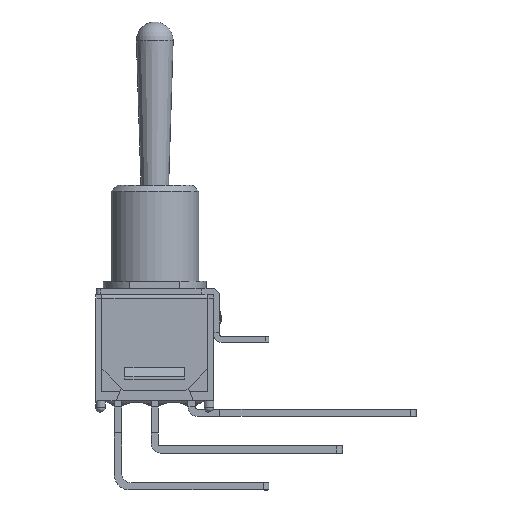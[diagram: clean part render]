
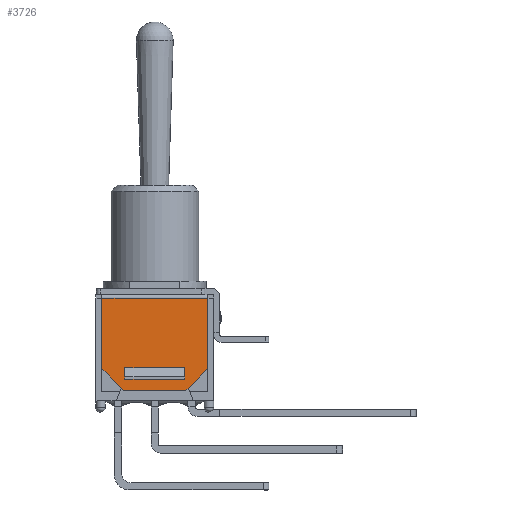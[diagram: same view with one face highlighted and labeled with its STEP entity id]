
A CAD part, front view. The second image highlights one B-rep face of the part: STEP entity #3726.
In plain terms, the highlighted planar face has unit normal (0, -1, 0).
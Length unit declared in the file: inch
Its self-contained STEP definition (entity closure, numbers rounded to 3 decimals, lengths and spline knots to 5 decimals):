
#38=FACE_BOUND('',#414,.T.);
#208=FACE_OUTER_BOUND('',#413,.T.);
#413=EDGE_LOOP('',(#3004,#3005,#3006,#3007,#3008,#3009));
#414=EDGE_LOOP('',(#3010,#3011,#3012,#3013,#3014,#3015));
#830=LINE('',#5945,#1264);
#858=LINE('',#6006,#1292);
#859=LINE('',#6010,#1293);
#860=LINE('',#6012,#1294);
#861=LINE('',#6014,#1295);
#862=LINE('',#6016,#1296);
#863=LINE('',#6017,#1297);
#864=LINE('',#6019,#1298);
#865=LINE('',#6021,#1299);
#866=LINE('',#6023,#1300);
#867=LINE('',#6025,#1301);
#868=LINE('',#6026,#1302);
#1264=VECTOR('',#4726,0.3937);
#1292=VECTOR('',#4776,0.3937);
#1293=VECTOR('',#4781,0.3937);
#1294=VECTOR('',#4782,0.3937);
#1295=VECTOR('',#4783,0.3937);
#1296=VECTOR('',#4784,0.3937);
#1297=VECTOR('',#4785,0.3937);
#1298=VECTOR('',#4786,0.3937);
#1299=VECTOR('',#4787,0.3937);
#1300=VECTOR('',#4788,0.3937);
#1301=VECTOR('',#4789,0.3937);
#1302=VECTOR('',#4790,0.3937);
#1672=VERTEX_POINT('',#5941);
#1674=VERTEX_POINT('',#5944);
#1695=VERTEX_POINT('',#6003);
#1696=VERTEX_POINT('',#6005);
#1697=VERTEX_POINT('',#6009);
#1698=VERTEX_POINT('',#6011);
#1699=VERTEX_POINT('',#6013);
#1700=VERTEX_POINT('',#6015);
#1701=VERTEX_POINT('',#6018);
#1702=VERTEX_POINT('',#6020);
#1703=VERTEX_POINT('',#6022);
#1704=VERTEX_POINT('',#6024);
#2130=EDGE_CURVE('',#1674,#1672,#830,.T.);
#2159=EDGE_CURVE('',#1695,#1696,#858,.T.);
#2161=EDGE_CURVE('',#1695,#1697,#859,.T.);
#2162=EDGE_CURVE('',#1697,#1698,#860,.T.);
#2163=EDGE_CURVE('',#1699,#1698,#861,.T.);
#2164=EDGE_CURVE('',#1699,#1700,#862,.T.);
#2165=EDGE_CURVE('',#1700,#1696,#863,.T.);
#2166=EDGE_CURVE('',#1701,#1672,#864,.T.);
#2167=EDGE_CURVE('',#1702,#1701,#865,.T.);
#2168=EDGE_CURVE('',#1703,#1702,#866,.T.);
#2169=EDGE_CURVE('',#1703,#1704,#867,.T.);
#2170=EDGE_CURVE('',#1704,#1674,#868,.T.);
#3004=ORIENTED_EDGE('',*,*,#2159,.F.);
#3005=ORIENTED_EDGE('',*,*,#2161,.T.);
#3006=ORIENTED_EDGE('',*,*,#2162,.T.);
#3007=ORIENTED_EDGE('',*,*,#2163,.F.);
#3008=ORIENTED_EDGE('',*,*,#2164,.T.);
#3009=ORIENTED_EDGE('',*,*,#2165,.T.);
#3010=ORIENTED_EDGE('',*,*,#2130,.T.);
#3011=ORIENTED_EDGE('',*,*,#2166,.F.);
#3012=ORIENTED_EDGE('',*,*,#2167,.F.);
#3013=ORIENTED_EDGE('',*,*,#2168,.F.);
#3014=ORIENTED_EDGE('',*,*,#2169,.T.);
#3015=ORIENTED_EDGE('',*,*,#2170,.T.);
#3538=PLANE('',#4021);
#3726=ADVANCED_FACE('',(#208,#38),#3538,.T.);
#4021=AXIS2_PLACEMENT_3D('',#6008,#4779,#4780);
#4726=DIRECTION('',(0.,0.,-1.));
#4776=DIRECTION('',(1.,0.,0.));
#4779=DIRECTION('center_axis',(0.,-1.,0.));
#4780=DIRECTION('ref_axis',(0.,0.,
1.));
#4781=DIRECTION('',(0.,0.,-1.));
#4782=DIRECTION('',(0.707,0.,-0.707));
#4783=DIRECTION('',(-1.,0.,0.));
#4784=DIRECTION('',(0.707,0.,0.707));
#4785=DIRECTION('',(0.,0.,1.));
#4786=DIRECTION('',(0.,0.,1.));
#4787=DIRECTION('',(1.,0.,0.));
#4788=DIRECTION('',(0.,0.,-1.));
#4789=DIRECTION('',(0.,0.,1.));
#4790=DIRECTION('',(1.,0.,0.));
#5941=CARTESIAN_POINT('',(0.0813,-0.1,0.06443));
#5944=CARTESIAN_POINT('',(0.0813,-0.1,0.08976));
#5945=CARTESIAN_POINT('',(0.0813,-0.1,0.05866));
#6003=CARTESIAN_POINT('',(-0.1437,-0.1,0.27874));
#6005=CARTESIAN_POINT('',(0.1437,-0.1,0.27874));
#6006=CARTESIAN_POINT('',(0.08002,-0.1,0.27874));
#6008=CARTESIAN_POINT('Origin',(0.16004,-0.1,0.02756));
#6009=CARTESIAN_POINT('',(-0.1437,-0.1,0.08661));
#6010=CARTESIAN_POINT('',(-0.1437,-0.1,0.15315));
#6011=CARTESIAN_POINT('',(-0.08465,-0.1,0.02756));
#6012=CARTESIAN_POINT('',(-0.053,-0.1,-0.00408));
#6013=CARTESIAN_POINT('',(0.08465,-0.1,0.02756));
#6014=CARTESIAN_POINT('',(0.16004,-0.1,0.02756));
#6015=CARTESIAN_POINT('',(0.1437,-0.1,0.08661));
#6016=CARTESIAN_POINT('',(0.10349,-0.1,0.04641));
#6017=CARTESIAN_POINT('',(0.1437,-0.1,0.05709));
#6018=CARTESIAN_POINT('',(0.0813,-0.1,0.05827));
#6019=CARTESIAN_POINT('',(0.0813,-0.1,0.02913));
#6020=CARTESIAN_POINT('',(-0.0813,-0.1,0.05827));
#6021=CARTESIAN_POINT('',(0.03937,-0.1,0.05827));
#6022=CARTESIAN_POINT('',(-0.0813,-0.1,0.06443));
#6023=CARTESIAN_POINT('',(-0.0813,-0.1,0.04488));
#6024=CARTESIAN_POINT('',(-0.0813,-0.1,0.08976));
#6025=CARTESIAN_POINT('',(-0.0813,-0.1,0.04291));
#6026=CARTESIAN_POINT('',(0.03937,-0.1,0.08976));
